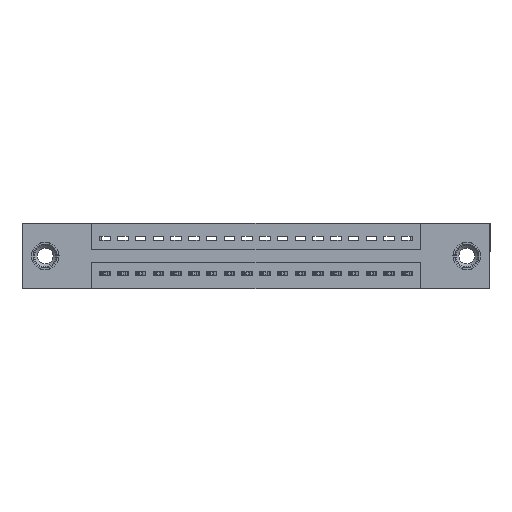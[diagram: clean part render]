
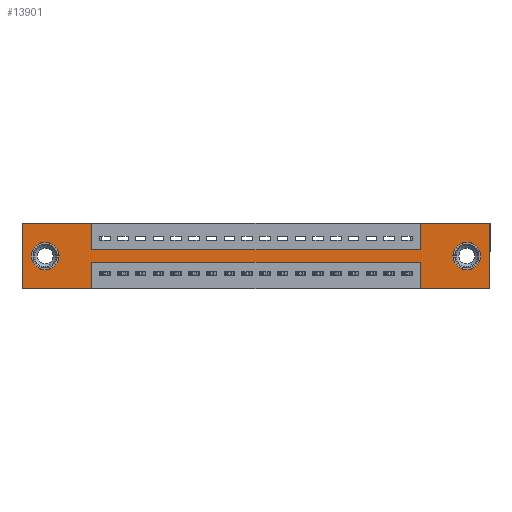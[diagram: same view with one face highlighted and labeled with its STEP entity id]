
A CAD part, front view. The second image highlights one B-rep face of the part: STEP entity #13901.
In plain terms, the highlighted planar face has unit normal (0, -1, 0).
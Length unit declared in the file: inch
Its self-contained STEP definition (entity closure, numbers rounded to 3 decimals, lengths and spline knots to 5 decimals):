
#146 = LINE ( 'NONE', #3250, #14085 ) ;
#242 = VERTEX_POINT ( 'NONE', #14508 ) ;
#275 = DIRECTION ( 'NONE',  ( 0., 0., -1. ) ) ;
#431 = VECTOR ( 'NONE', #16921, 39.37008 ) ;
#563 = CARTESIAN_POINT ( 'NONE',  ( 0., 0., -0.37 ) ) ;
#835 = VECTOR ( 'NONE', #15793, 39.37008 ) ;
#894 = LINE ( 'NONE', #14872, #7992 ) ;
#957 = DIRECTION ( 'NONE',  ( 0., 0., 1. ) ) ;
#959 = CARTESIAN_POINT ( 'NONE',  ( 2.635, 0., 0. ) ) ;
#1040 = VERTEX_POINT ( 'NONE', #16332 ) ;
#1534 = EDGE_CURVE ( 'NONE', #16699, #13406, #5401, .T. ) ;
#1577 = ORIENTED_EDGE ( 'NONE', *, *, #4067, .F. ) ;
#1741 = EDGE_LOOP ( 'NONE', ( #7170, #8255 ) ) ;
#1804 = CARTESIAN_POINT ( 'NONE',  ( 2.505, 0., -0.185 ) ) ;
#1880 = DIRECTION ( 'NONE',  ( 0., 1., 0. ) ) ;
#2032 = FACE_BOUND ( 'NONE', #15315, .T. ) ;
#2085 = VERTEX_POINT ( 'NONE', #4044 ) ;
#2086 = VECTOR ( 'NONE', #2219, 39.37008 ) ;
#2219 = DIRECTION ( 'NONE',  ( 1., 0., 0. ) ) ;
#2797 = CARTESIAN_POINT ( 'NONE',  ( 0.3925, 0., -0.37 ) ) ;
#2925 = ORIENTED_EDGE ( 'NONE', *, *, #14450, .F. ) ;
#3193 = VERTEX_POINT ( 'NONE', #14041 ) ;
#3250 = CARTESIAN_POINT ( 'NONE',  ( 0., 0., 0. ) ) ;
#3400 = DIRECTION ( 'NONE',  ( 0., 0., -1. ) ) ;
#3405 = VERTEX_POINT ( 'NONE', #17090 ) ;
#3588 = PLANE ( 'NONE',  #6751 ) ;
#3752 = EDGE_CURVE ( 'NONE', #1040, #17300, #6710, .T. ) ;
#3885 = ORIENTED_EDGE ( 'NONE', *, *, #16359, .F. ) ;
#4044 = CARTESIAN_POINT ( 'NONE',  ( 0.3925, 0., -0.37 ) ) ;
#4065 = CARTESIAN_POINT ( 'NONE',  ( 0., 0., -0.37 ) ) ;
#4067 = EDGE_CURVE ( 'NONE', #3193, #2085, #10152, .T. ) ;
#4196 = CARTESIAN_POINT ( 'NONE',  ( 2.2425, 0., 0. ) ) ;
#4642 = VECTOR ( 'NONE', #7094, 39.37008 ) ;
#4654 = EDGE_LOOP ( 'NONE', ( #1577, #11454, #2925, #11274, #3885, #7869, #16451, #16466, #9325, #13705, #8514, #7085 ) ) ;
#5062 = VERTEX_POINT ( 'NONE', #6427 ) ;
#5401 = LINE ( 'NONE', #18583, #7910 ) ;
#5458 = ORIENTED_EDGE ( 'NONE', *, *, #16515, .T. ) ;
#5470 = DIRECTION ( 'NONE',  ( 1., 0., 0. ) ) ;
#5485 = LINE ( 'NONE', #6625, #2086 ) ;
#6077 = FACE_OUTER_BOUND ( 'NONE', #4654, .T. ) ;
#6330 = EDGE_CURVE ( 'NONE', #9896, #3405, #15070, .T. ) ;
#6374 = DIRECTION ( 'NONE',  ( 0., 0., 1. ) ) ;
#6427 = CARTESIAN_POINT ( 'NONE',  ( 2.505, 0., -0.263 ) ) ;
#6625 = CARTESIAN_POINT ( 'NONE',  ( 0., 0., 0. ) ) ;
#6710 = LINE ( 'NONE', #18948, #11726 ) ;
#6751 = AXIS2_PLACEMENT_3D ( 'NONE', #563, #12219, #3400 ) ;
#6957 = EDGE_CURVE ( 'NONE', #5062, #242, #7303, .T. ) ;
#7042 = AXIS2_PLACEMENT_3D ( 'NONE', #11561, #11300, #11805 ) ;
#7085 = ORIENTED_EDGE ( 'NONE', *, *, #12344, .F. ) ;
#7094 = DIRECTION ( 'NONE',  ( 0., 0., -1. ) ) ;
#7169 = VERTEX_POINT ( 'NONE', #959 ) ;
#7170 = ORIENTED_EDGE ( 'NONE', *, *, #13847, .T. ) ;
#7303 = CIRCLE ( 'NONE', #18642, 0.078 ) ;
#7560 = CARTESIAN_POINT ( 'NONE',  ( 0.3925, 0., 0. ) ) ;
#7567 = DIRECTION ( 'NONE',  ( 0., 0., 1. ) ) ;
#7628 = VERTEX_POINT ( 'NONE', #13349 ) ;
#7869 = ORIENTED_EDGE ( 'NONE', *, *, #12501, .F. ) ;
#7910 = VECTOR ( 'NONE', #5470, 39.37008 ) ;
#7992 = VECTOR ( 'NONE', #16273, 39.37008 ) ;
#8255 = ORIENTED_EDGE ( 'NONE', *, *, #6330, .T. ) ;
#8494 = CARTESIAN_POINT ( 'NONE',  ( 0.3925, 0., 0. ) ) ;
#8514 = ORIENTED_EDGE ( 'NONE', *, *, #17074, .F. ) ;
#8580 = CARTESIAN_POINT ( 'NONE',  ( 2.2425, 0., -0.37 ) ) ;
#8686 = EDGE_CURVE ( 'NONE', #17300, #12042, #11758, .T. ) ;
#8722 = VECTOR ( 'NONE', #16320, 39.37008 ) ;
#8794 = DIRECTION ( 'NONE',  ( 1., 0., 0. ) ) ;
#9325 = ORIENTED_EDGE ( 'NONE', *, *, #15743, .F. ) ;
#9843 = LINE ( 'NONE', #12046, #8722 ) ;
#9896 = VERTEX_POINT ( 'NONE', #17464 ) ;
#10073 = VERTEX_POINT ( 'NONE', #11937 ) ;
#10096 = CARTESIAN_POINT ( 'NONE',  ( 2.2425, 0., -0.37 ) ) ;
#10152 = LINE ( 'NONE', #2797, #4642 ) ;
#10405 = DIRECTION ( 'NONE',  ( -1., 0., 0. ) ) ;
#10518 = ORIENTED_EDGE ( 'NONE', *, *, #6957, .T. ) ;
#11274 = ORIENTED_EDGE ( 'NONE', *, *, #12746, .F. ) ;
#11300 = DIRECTION ( 'NONE',  ( 0., 1., 0. ) ) ;
#11454 = ORIENTED_EDGE ( 'NONE', *, *, #12406, .F. ) ;
#11561 = CARTESIAN_POINT ( 'NONE',  ( 2.505, 0., -0.185 ) ) ;
#11707 = VERTEX_POINT ( 'NONE', #15945 ) ;
#11726 = VECTOR ( 'NONE', #8794, 39.37008 ) ;
#11758 = LINE ( 'NONE', #4196, #835 ) ;
#11805 = DIRECTION ( 'NONE',  ( 0., 0., -1. ) ) ;
#11937 = CARTESIAN_POINT ( 'NONE',  ( 2.635, 0., -0.37 ) ) ;
#12042 = VERTEX_POINT ( 'NONE', #17946 ) ;
#12046 = CARTESIAN_POINT ( 'NONE',  ( 0.3925, 0., -0.22 ) ) ;
#12088 = LINE ( 'NONE', #7560, #13212 ) ;
#12111 = DIRECTION ( 'NONE',  ( 0., 0., -1. ) ) ;
#12219 = DIRECTION ( 'NONE',  ( 0., -1., 0. ) ) ;
#12344 = EDGE_CURVE ( 'NONE', #2085, #11707, #12561, .T. ) ;
#12406 = EDGE_CURVE ( 'NONE', #7628, #3193, #9843, .T. ) ;
#12501 = EDGE_CURVE ( 'NONE', #12042, #7169, #5485, .T. ) ;
#12561 = LINE ( 'NONE', #4065, #15540 ) ;
#12626 = CARTESIAN_POINT ( 'NONE',  ( 0.13, 0., -0.185 ) ) ;
#12746 = EDGE_CURVE ( 'NONE', #10073, #18912, #18977, .T. ) ;
#13081 = AXIS2_PLACEMENT_3D ( 'NONE', #12626, #18471, #957 ) ;
#13212 = VECTOR ( 'NONE', #275, 39.37008 ) ;
#13349 = CARTESIAN_POINT ( 'NONE',  ( 2.2425, 0., -0.22 ) ) ;
#13406 = VERTEX_POINT ( 'NONE', #8494 ) ;
#13550 = CARTESIAN_POINT ( 'NONE',  ( 0.13, 0., -0.185 ) ) ;
#13614 = CIRCLE ( 'NONE', #14204, 0.078 ) ;
#13615 = DIRECTION ( 'NONE',  ( 0., 0., 1. ) ) ;
#13676 = DIRECTION ( 'NONE',  ( 0., 1., 0. ) ) ;
#13705 = ORIENTED_EDGE ( 'NONE', *, *, #1534, .F. ) ;
#13847 = EDGE_CURVE ( 'NONE', #3405, #9896, #13614, .T. ) ;
#13901 = ADVANCED_FACE ( 'NONE', ( #2032, #17541, #6077 ), #3588, .T. ) ;
#14041 = CARTESIAN_POINT ( 'NONE',  ( 0.3925, 0., -0.22 ) ) ;
#14085 = VECTOR ( 'NONE', #7567, 39.37008 ) ;
#14204 = AXIS2_PLACEMENT_3D ( 'NONE', #13550, #13676, #13615 ) ;
#14450 = EDGE_CURVE ( 'NONE', #18912, #7628, #18685, .T. ) ;
#14508 = CARTESIAN_POINT ( 'NONE',  ( 2.505, 0., -0.107 ) ) ;
#14872 = CARTESIAN_POINT ( 'NONE',  ( 2.635, 0., 0. ) ) ;
#15070 = CIRCLE ( 'NONE', #13081, 0.078 ) ;
#15315 = EDGE_LOOP ( 'NONE', ( #5458, #10518 ) ) ;
#15383 = CARTESIAN_POINT ( 'NONE',  ( 0., 0., 0. ) ) ;
#15540 = VECTOR ( 'NONE', #10405, 39.37008 ) ;
#15743 = EDGE_CURVE ( 'NONE', #13406, #1040, #12088, .T. ) ;
#15793 = DIRECTION ( 'NONE',  ( 0., 0., 1. ) ) ;
#15945 = CARTESIAN_POINT ( 'NONE',  ( 0., 0., -0.37 ) ) ;
#16273 = DIRECTION ( 'NONE',  ( 0., 0., -1. ) ) ;
#16320 = DIRECTION ( 'NONE',  ( -1., 0., 0. ) ) ;
#16332 = CARTESIAN_POINT ( 'NONE',  ( 0.3925, 0., -0.15 ) ) ;
#16359 = EDGE_CURVE ( 'NONE', #7169, #10073, #894, .T. ) ;
#16451 = ORIENTED_EDGE ( 'NONE', *, *, #8686, .F. ) ;
#16466 = ORIENTED_EDGE ( 'NONE', *, *, #3752, .F. ) ;
#16515 = EDGE_CURVE ( 'NONE', #242, #5062, #18739, .T. ) ;
#16699 = VERTEX_POINT ( 'NONE', #15383 ) ;
#16921 = DIRECTION ( 'NONE',  ( -1., 0., 0. ) ) ;
#16988 = CARTESIAN_POINT ( 'NONE',  ( 0., 0., -0.37 ) ) ;
#17074 = EDGE_CURVE ( 'NONE', #11707, #16699, #146, .T. ) ;
#17090 = CARTESIAN_POINT ( 'NONE',  ( 0.13, 0., -0.107 ) ) ;
#17300 = VERTEX_POINT ( 'NONE', #18385 ) ;
#17464 = CARTESIAN_POINT ( 'NONE',  ( 0.13, 0., -0.263 ) ) ;
#17541 = FACE_BOUND ( 'NONE', #1741, .T. ) ;
#17946 = CARTESIAN_POINT ( 'NONE',  ( 2.2425, 0., 0. ) ) ;
#18223 = VECTOR ( 'NONE', #6374, 39.37008 ) ;
#18385 = CARTESIAN_POINT ( 'NONE',  ( 2.2425, 0., -0.15 ) ) ;
#18471 = DIRECTION ( 'NONE',  ( 0., 1., 0. ) ) ;
#18583 = CARTESIAN_POINT ( 'NONE',  ( 0., 0., 0. ) ) ;
#18642 = AXIS2_PLACEMENT_3D ( 'NONE', #1804, #1880, #12111 ) ;
#18685 = LINE ( 'NONE', #8580, #18223 ) ;
#18739 = CIRCLE ( 'NONE', #7042, 0.078 ) ;
#18912 = VERTEX_POINT ( 'NONE', #10096 ) ;
#18948 = CARTESIAN_POINT ( 'NONE',  ( 0.3925, 0., -0.15 ) ) ;
#18977 = LINE ( 'NONE', #16988, #431 ) ;
